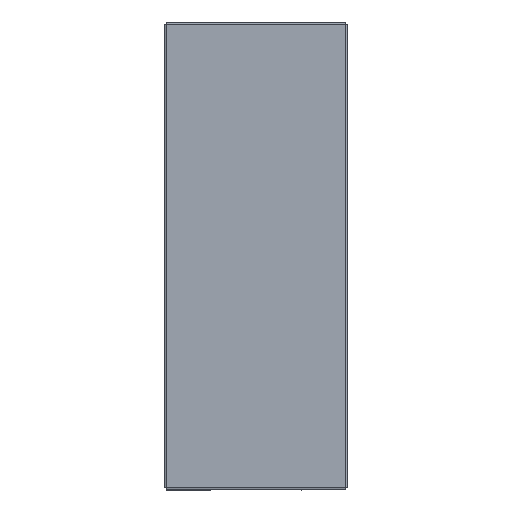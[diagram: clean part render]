
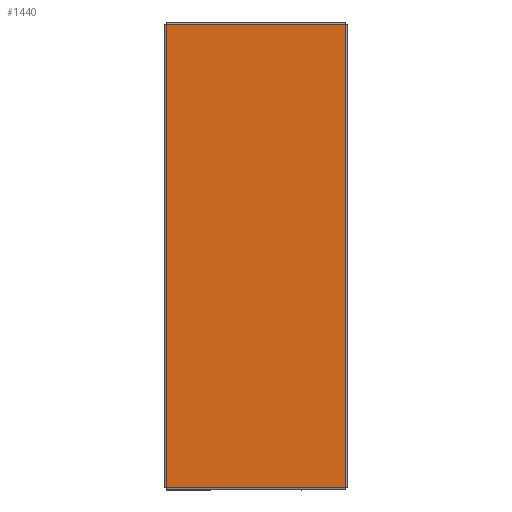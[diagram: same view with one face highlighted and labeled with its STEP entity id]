
A CAD part, left-side view. The second image highlights one B-rep face of the part: STEP entity #1440.
In plain terms, the highlighted planar face has unit normal (-1, 0, 0).
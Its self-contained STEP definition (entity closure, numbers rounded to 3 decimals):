
#21 = LINE ( 'NONE', #171, #2272 ) ;
#23 = VERTEX_POINT ( 'NONE', #1990 ) ;
#39 = ORIENTED_EDGE ( 'NONE', *, *, #748, .T. ) ;
#41 = CARTESIAN_POINT ( 'NONE',  ( 0., 97., 251.257 ) ) ;
#45 = DIRECTION ( 'NONE',  ( 0., -1., 0. ) ) ;
#55 = VERTEX_POINT ( 'NONE', #2396 ) ;
#57 = LINE ( 'NONE', #197, #2214 ) ;
#77 = DIRECTION ( 'NONE',  ( 0., 0., 1. ) ) ;
#85 = EDGE_CURVE ( 'NONE', #1233, #1612, #21, .T. ) ;
#148 = CARTESIAN_POINT ( 'NONE',  ( 0., -97., 251.257 ) ) ;
#171 = CARTESIAN_POINT ( 'NONE',  ( 0., -97.257, 0. ) ) ;
#196 = ORIENTED_EDGE ( 'NONE', *, *, #2600, .F. ) ;
#197 = CARTESIAN_POINT ( 'NONE',  ( 0., -97., 251. ) ) ;
#208 = VECTOR ( 'NONE', #605, 1000. ) ;
#220 = LINE ( 'NONE', #863, #346 ) ;
#221 = DIRECTION ( 'NONE',  ( 0., 1., 0. ) ) ;
#222 = CARTESIAN_POINT ( 'NONE',  ( 0., -99.5, 251. ) ) ;
#229 = EDGE_CURVE ( 'NONE', #1233, #246, #2401, .T. ) ;
#233 = CARTESIAN_POINT ( 'NONE',  ( 0., -97., -251. ) ) ;
#246 = VERTEX_POINT ( 'NONE', #233 ) ;
#250 = CARTESIAN_POINT ( 'NONE',  ( 0., 97., -253.5 ) ) ;
#262 = VERTEX_POINT ( 'NONE', #41 ) ;
#268 = DIRECTION ( 'NONE',  ( -1., 0., 0. ) ) ;
#288 = DIRECTION ( 'NONE',  ( 0., 1., 0. ) ) ;
#308 = VERTEX_POINT ( 'NONE', #652 ) ;
#346 = VECTOR ( 'NONE', #288, 1000. ) ;
#352 = ORIENTED_EDGE ( 'NONE', *, *, #1843, .F. ) ;
#387 = ORIENTED_EDGE ( 'NONE', *, *, #686, .T. ) ;
#404 = EDGE_LOOP ( 'NONE', ( #908, #2350, #988, #1581, #387, #2313, #196, #39, #1415, #757, #2391, #352 ) ) ;
#441 = LINE ( 'NONE', #222, #1573 ) ;
#466 = VERTEX_POINT ( 'NONE', #714 ) ;
#469 = CARTESIAN_POINT ( 'NONE',  ( 0., 0., 0. ) ) ;
#471 = LINE ( 'NONE', #1861, #2179 ) ;
#522 = CARTESIAN_POINT ( 'NONE',  ( 0., 99.5, 251. ) ) ;
#523 = LINE ( 'NONE', #617, #2465 ) ;
#568 = DIRECTION ( 'NONE',  ( 0., 0., 1. ) ) ;
#572 = VERTEX_POINT ( 'NONE', #966 ) ;
#578 = CARTESIAN_POINT ( 'NONE',  ( 0., 97.257, 0. ) ) ;
#605 = DIRECTION ( 'NONE',  ( 0., 0., -1. ) ) ;
#617 = CARTESIAN_POINT ( 'NONE',  ( 0., 0., -251.257 ) ) ;
#652 = CARTESIAN_POINT ( 'NONE',  ( 0., 97.257, -251. ) ) ;
#686 = EDGE_CURVE ( 'NONE', #572, #308, #2231, .T. ) ;
#714 = CARTESIAN_POINT ( 'NONE',  ( 0., 97., -251.257 ) ) ;
#721 = DIRECTION ( 'NONE',  ( 0., -1., 0. ) ) ;
#728 = VECTOR ( 'NONE', #2109, 1000. ) ;
#748 = EDGE_CURVE ( 'NONE', #466, #1249, #523, .T. ) ;
#757 = ORIENTED_EDGE ( 'NONE', *, *, #229, .F. ) ;
#778 = DIRECTION ( 'NONE',  ( 0., 0., 1. ) ) ;
#780 = LINE ( 'NONE', #250, #728 ) ;
#826 = DIRECTION ( 'NONE',  ( 0., -1., 0. ) ) ;
#856 = DIRECTION ( 'NONE',  ( 0., 0., -1. ) ) ;
#863 = CARTESIAN_POINT ( 'NONE',  ( 0., 0., 251.257 ) ) ;
#908 = ORIENTED_EDGE ( 'NONE', *, *, #1426, .F. ) ;
#966 = CARTESIAN_POINT ( 'NONE',  ( 0., 97.257, 251. ) ) ;
#988 = ORIENTED_EDGE ( 'NONE', *, *, #1736, .F. ) ;
#1070 = EDGE_CURVE ( 'NONE', #572, #2002, #2060, .T. ) ;
#1080 = DIRECTION ( 'NONE',  ( 0., 1., 0. ) ) ;
#1233 = VERTEX_POINT ( 'NONE', #2194 ) ;
#1249 = VERTEX_POINT ( 'NONE', #2616 ) ;
#1266 = VECTOR ( 'NONE', #568, 1000. ) ;
#1298 = AXIS2_PLACEMENT_3D ( 'NONE', #469, #268, #77 ) ;
#1415 = ORIENTED_EDGE ( 'NONE', *, *, #2085, .F. ) ;
#1426 = EDGE_CURVE ( 'NONE', #2306, #55, #57, .T. ) ;
#1440 = ADVANCED_FACE ( 'NONE', ( #2581 ), #1871, .T. ) ;
#1444 = CARTESIAN_POINT ( 'NONE',  ( 0., 97., -251. ) ) ;
#1573 = VECTOR ( 'NONE', #826, 1000. ) ;
#1581 = ORIENTED_EDGE ( 'NONE', *, *, #1070, .F. ) ;
#1612 = VERTEX_POINT ( 'NONE', #2554 ) ;
#1626 = VECTOR ( 'NONE', #221, 1000. ) ;
#1736 = EDGE_CURVE ( 'NONE', #2002, #262, #1886, .T. ) ;
#1776 = CARTESIAN_POINT ( 'NONE',  ( 0., 97., 251. ) ) ;
#1814 = CARTESIAN_POINT ( 'NONE',  ( 0., -97., -251. ) ) ;
#1843 = EDGE_CURVE ( 'NONE', #55, #1612, #441, .T. ) ;
#1861 = CARTESIAN_POINT ( 'NONE',  ( 0., -97., -253.5 ) ) ;
#1871 = PLANE ( 'NONE',  #1298 ) ;
#1886 = LINE ( 'NONE', #1776, #1266 ) ;
#1890 = DIRECTION ( 'NONE',  ( 0., 0., -1. ) ) ;
#1940 = EDGE_CURVE ( 'NONE', #23, #308, #2544, .T. ) ;
#1979 = VECTOR ( 'NONE', #1080, 1000. ) ;
#1990 = CARTESIAN_POINT ( 'NONE',  ( 0., 97., -251. ) ) ;
#2002 = VERTEX_POINT ( 'NONE', #2488 ) ;
#2060 = LINE ( 'NONE', #522, #2267 ) ;
#2085 = EDGE_CURVE ( 'NONE', #246, #1249, #471, .T. ) ;
#2103 = EDGE_CURVE ( 'NONE', #2306, #262, #220, .T. ) ;
#2109 = DIRECTION ( 'NONE',  ( 0., 0., 1. ) ) ;
#2179 = VECTOR ( 'NONE', #856, 1000. ) ;
#2194 = CARTESIAN_POINT ( 'NONE',  ( 0., -97.257, -251. ) ) ;
#2214 = VECTOR ( 'NONE', #1890, 1000. ) ;
#2231 = LINE ( 'NONE', #578, #208 ) ;
#2267 = VECTOR ( 'NONE', #721, 1000. ) ;
#2272 = VECTOR ( 'NONE', #778, 1000. ) ;
#2306 = VERTEX_POINT ( 'NONE', #148 ) ;
#2313 = ORIENTED_EDGE ( 'NONE', *, *, #1940, .F. ) ;
#2350 = ORIENTED_EDGE ( 'NONE', *, *, #2103, .T. ) ;
#2391 = ORIENTED_EDGE ( 'NONE', *, *, #85, .T. ) ;
#2396 = CARTESIAN_POINT ( 'NONE',  ( 0., -97., 251. ) ) ;
#2401 = LINE ( 'NONE', #1814, #1626 ) ;
#2465 = VECTOR ( 'NONE', #45, 1000. ) ;
#2488 = CARTESIAN_POINT ( 'NONE',  ( 0., 97., 251. ) ) ;
#2544 = LINE ( 'NONE', #1444, #1979 ) ;
#2554 = CARTESIAN_POINT ( 'NONE',  ( 0., -97.257, 251. ) ) ;
#2581 = FACE_OUTER_BOUND ( 'NONE', #404, .T. ) ;
#2600 = EDGE_CURVE ( 'NONE', #466, #23, #780, .T. ) ;
#2616 = CARTESIAN_POINT ( 'NONE',  ( 0., -97., -251.257 ) ) ;
